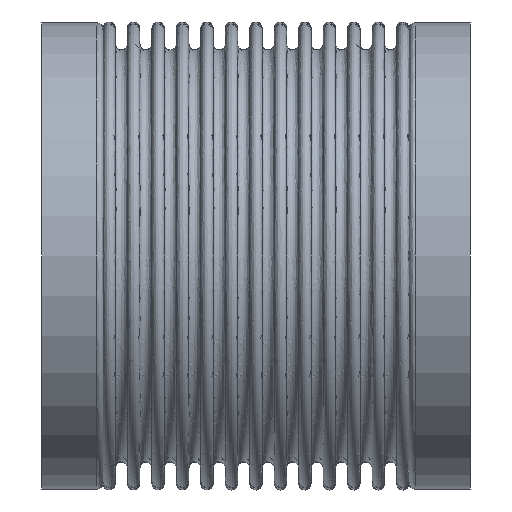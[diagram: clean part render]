
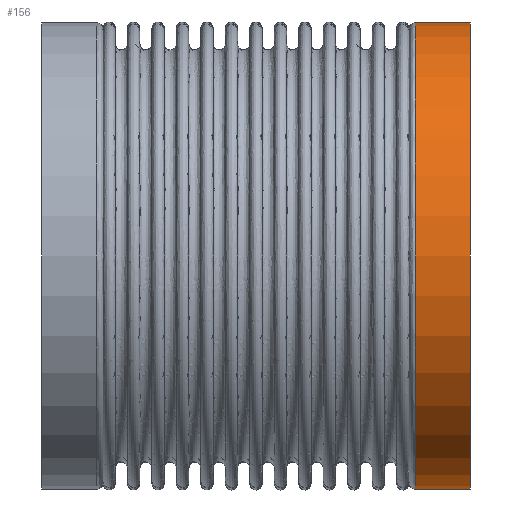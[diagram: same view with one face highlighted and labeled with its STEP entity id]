
A CAD part, front view. The second image highlights one B-rep face of the part: STEP entity #156.
In plain terms, the highlighted cylindrical face has radius 76.2 mm (diameter 152.4 mm), a partial arc.
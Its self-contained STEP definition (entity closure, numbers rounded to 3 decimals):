
#156=ADVANCED_FACE('',(#430),#429,.T.);
#429=CYLINDRICAL_SURFACE('',#2561,76.2);
#430=FACE_OUTER_BOUND('',#2562,.T.);
#2558=CARTESIAN_POINT('',(0.,0.,0.));
#2559=DIRECTION('',(1.,0.,0.));
#2560=DIRECTION('',(0.,0.,-1.));
#2561=AXIS2_PLACEMENT_3D('',#2558,#2559,#2560);
#2562=EDGE_LOOP('',(#6081,#6082,#6083,#6084));
#6081=ORIENTED_EDGE('',*,*,#6894,.F.);
#6082=ORIENTED_EDGE('',*,*,#6897,.T.);
#6083=ORIENTED_EDGE('',*,*,#6877,.T.);
#6084=ORIENTED_EDGE('',*,*,#6898,.F.);
#6877=EDGE_CURVE('',#7289,#7290,#7291,.T.);
#6894=EDGE_CURVE('',#7401,#7408,#7409,.T.);
#6897=EDGE_CURVE('',#7401,#7289,#7427,.T.);
#6898=EDGE_CURVE('',#7408,#7290,#7433,.T.);
#7289=VERTEX_POINT('',#10029);
#7290=VERTEX_POINT('',#10030);
#7291=CIRCLE('',#10034,76.2);
#7401=VERTEX_POINT('',#10109);
#7408=VERTEX_POINT('',#10113);
#7409=CIRCLE('',#10117,76.2);
#7427=(BOUNDED_CURVE() B_SPLINE_CURVE(1,(#10127,#10128),.UNSPECIFIED.,.F.,.F.) B_SPLINE_CURVE_WITH_KNOTS((2,2),(0.083,0.917),.UNSPECIFIED.) CURVE() GEOMETRIC_REPRESENTATION_ITEM() RATIONAL_B_SPLINE_CURVE((1.,1.)) REPRESENTATION_ITEM('') );
#7433=(BOUNDED_CURVE() B_SPLINE_CURVE(1,(#10129,#10130),.UNSPECIFIED.,.F.,.F.) B_SPLINE_CURVE_WITH_KNOTS((2,2),(0.083,0.917),.UNSPECIFIED.) CURVE() GEOMETRIC_REPRESENTATION_ITEM() RATIONAL_B_SPLINE_CURVE((0.75,0.75)) REPRESENTATION_ITEM('') );
#10029=CARTESIAN_POINT('',(0.,0.,-76.2));
#10030=CARTESIAN_POINT('',(0.,0.,76.2));
#10031=CARTESIAN_POINT('',(0.,0.,0.));
#10032=DIRECTION('',(-1.,0.,0.));
#10033=DIRECTION('',(0.,0.,1.));
#10034=AXIS2_PLACEMENT_3D('',#10031,#10032,#10033);
#10109=CARTESIAN_POINT('',(-18.,0.,-76.2));
#10113=CARTESIAN_POINT('',(-18.,0.,76.2));
#10114=CARTESIAN_POINT('',(-18.,0.,0.));
#10115=DIRECTION('',(-1.,0.,0.));
#10116=DIRECTION('',(0.,0.,1.));
#10117=AXIS2_PLACEMENT_3D('',#10114,#10115,#10116);
#10127=CARTESIAN_POINT('',(-18.,0.,-76.2));
#10128=CARTESIAN_POINT('',(0.,0.,-76.2));
#10129=CARTESIAN_POINT('',(-18.,0.,76.2));
#10130=CARTESIAN_POINT('',(0.,0.,76.2));
